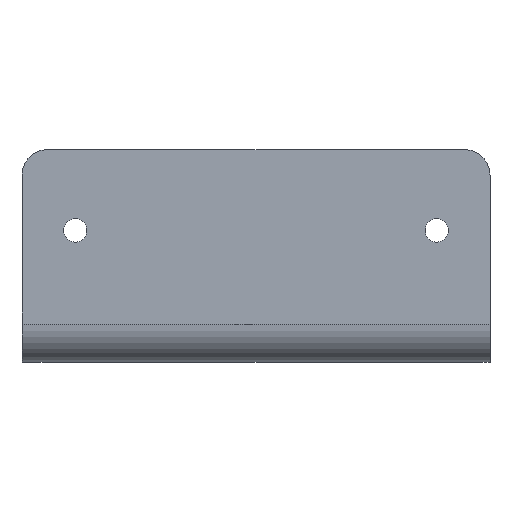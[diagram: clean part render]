
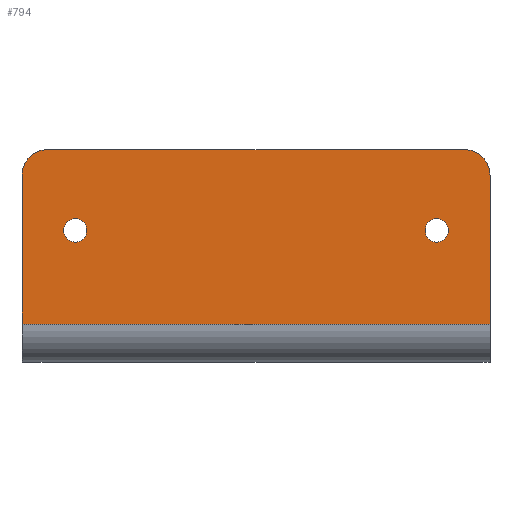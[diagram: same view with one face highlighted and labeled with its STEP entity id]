
A CAD part, front view. The second image highlights one B-rep face of the part: STEP entity #794.
In plain terms, the highlighted planar face has unit normal (0, -1, 0).
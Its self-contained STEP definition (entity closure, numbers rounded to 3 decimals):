
#7 = AXIS2_PLACEMENT_3D ( 'NONE', #531, #344, #752 ) ;
#9 = VECTOR ( 'NONE', #414, 1000. ) ;
#16 = AXIS2_PLACEMENT_3D ( 'NONE', #728, #909, #701 ) ;
#17 = ORIENTED_EDGE ( 'NONE', *, *, #254, .T. ) ;
#18 = LINE ( 'NONE', #809, #9 ) ;
#29 = DIRECTION ( 'NONE',  ( 0., 0., -1. ) ) ;
#31 = FACE_BOUND ( 'NONE', #627, .T. ) ;
#32 = CIRCLE ( 'NONE', #325, 12. ) ;
#35 = LINE ( 'NONE', #686, #730 ) ;
#68 = FACE_BOUND ( 'NONE', #356, .T. ) ;
#72 = DIRECTION ( 'NONE',  ( 1., 0., 0. ) ) ;
#82 = VERTEX_POINT ( 'NONE', #782 ) ;
#93 = EDGE_CURVE ( 'NONE', #532, #722, #402, .T. ) ;
#110 = PLANE ( 'NONE',  #268 ) ;
#118 = ORIENTED_EDGE ( 'NONE', *, *, #191, .F. ) ;
#123 = AXIS2_PLACEMENT_3D ( 'NONE', #127, #700, #641 ) ;
#127 = CARTESIAN_POINT ( 'NONE',  ( 85., -12., 50. ) ) ;
#130 = VERTEX_POINT ( 'NONE', #881 ) ;
#159 = CARTESIAN_POINT ( 'NONE',  ( -85., -12., 50. ) ) ;
#165 = DIRECTION ( 'NONE',  ( 0., 0., -1. ) ) ;
#191 = EDGE_CURVE ( 'NONE', #558, #264, #18, .T. ) ;
#195 = CARTESIAN_POINT ( 'NONE',  ( -110., -12., 76. ) ) ;
#201 = CARTESIAN_POINT ( 'NONE',  ( 85., -12., 55.5 ) ) ;
#203 = EDGE_CURVE ( 'NONE', #722, #532, #595, .T. ) ;
#204 = CARTESIAN_POINT ( 'NONE',  ( 110., -12., 76. ) ) ;
#226 = EDGE_CURVE ( 'NONE', #932, #82, #564, .T. ) ;
#234 = DIRECTION ( 'NONE',  ( 0., -1., 0. ) ) ;
#238 = EDGE_CURVE ( 'NONE', #323, #793, #799, .T. ) ;
#245 = DIRECTION ( 'NONE',  ( 0., 0., -1. ) ) ;
#252 = EDGE_CURVE ( 'NONE', #323, #264, #32, .T. ) ;
#254 = EDGE_CURVE ( 'NONE', #558, #395, #424, .T. ) ;
#264 = VERTEX_POINT ( 'NONE', #683 ) ;
#268 = AXIS2_PLACEMENT_3D ( 'NONE', #901, #234, #830 ) ;
#270 = CARTESIAN_POINT ( 'NONE',  ( 85., -12., 50. ) ) ;
#280 = ORIENTED_EDGE ( 'NONE', *, *, #292, .T. ) ;
#292 = EDGE_CURVE ( 'NONE', #395, #130, #35, .T. ) ;
#294 = CARTESIAN_POINT ( 'NONE',  ( -85., -12., 55.5 ) ) ;
#315 = EDGE_CURVE ( 'NONE', #130, #793, #815, .T. ) ;
#323 = VERTEX_POINT ( 'NONE', #204 ) ;
#325 = AXIS2_PLACEMENT_3D ( 'NONE', #930, #719, #29 ) ;
#339 = DIRECTION ( 'NONE',  ( 0., 0., -1. ) ) ;
#344 = DIRECTION ( 'NONE',  ( 0., 1., 0. ) ) ;
#350 = FACE_OUTER_BOUND ( 'NONE', #524, .T. ) ;
#356 = EDGE_LOOP ( 'NONE', ( #511, #874 ) ) ;
#378 = EDGE_CURVE ( 'NONE', #82, #932, #600, .T. ) ;
#395 = VERTEX_POINT ( 'NONE', #195 ) ;
#402 = CIRCLE ( 'NONE', #853, 5.5 ) ;
#414 = DIRECTION ( 'NONE',  ( 1., 0., 0. ) ) ;
#424 = CIRCLE ( 'NONE', #16, 12. ) ;
#453 = CARTESIAN_POINT ( 'NONE',  ( -98., -12., 88. ) ) ;
#491 = CARTESIAN_POINT ( 'NONE',  ( 110., -12., 6. ) ) ;
#511 = ORIENTED_EDGE ( 'NONE', *, *, #203, .T. ) ;
#524 = EDGE_LOOP ( 'NONE', ( #846, #706, #118, #17, #280, #571 ) ) ;
#531 = CARTESIAN_POINT ( 'NONE',  ( -85., -12., 50. ) ) ;
#532 = VERTEX_POINT ( 'NONE', #912 ) ;
#558 = VERTEX_POINT ( 'NONE', #453 ) ;
#564 = CIRCLE ( 'NONE', #7, 5.5 ) ;
#571 = ORIENTED_EDGE ( 'NONE', *, *, #315, .T. ) ;
#595 = CIRCLE ( 'NONE', #123, 5.5 ) ;
#600 = CIRCLE ( 'NONE', #861, 5.5 ) ;
#605 = ORIENTED_EDGE ( 'NONE', *, *, #378, .T. ) ;
#627 = EDGE_LOOP ( 'NONE', ( #657, #605 ) ) ;
#639 = CARTESIAN_POINT ( 'NONE',  ( -110., -12., 6. ) ) ;
#641 = DIRECTION ( 'NONE',  ( 0., 0., -1. ) ) ;
#657 = ORIENTED_EDGE ( 'NONE', *, *, #226, .T. ) ;
#682 = DIRECTION ( 'NONE',  ( 0., 0., -1. ) ) ;
#683 = CARTESIAN_POINT ( 'NONE',  ( 98., -12., 88. ) ) ;
#686 = CARTESIAN_POINT ( 'NONE',  ( -110., -12., -12. ) ) ;
#700 = DIRECTION ( 'NONE',  ( 0., 1., 0. ) ) ;
#701 = DIRECTION ( 'NONE',  ( 0., 0., -1. ) ) ;
#706 = ORIENTED_EDGE ( 'NONE', *, *, #252, .T. ) ;
#719 = DIRECTION ( 'NONE',  ( 0., -1., 0. ) ) ;
#722 = VERTEX_POINT ( 'NONE', #201 ) ;
#728 = CARTESIAN_POINT ( 'NONE',  ( -98., -12., 76. ) ) ;
#730 = VECTOR ( 'NONE', #682, 1000. ) ;
#752 = DIRECTION ( 'NONE',  ( 0., 0., -1. ) ) ;
#780 = CARTESIAN_POINT ( 'NONE',  ( 110., -12., -12. ) ) ;
#782 = CARTESIAN_POINT ( 'NONE',  ( -85., -12., 44.5 ) ) ;
#793 = VERTEX_POINT ( 'NONE', #491 ) ;
#794 = ADVANCED_FACE ( 'NONE', ( #68, #31, #350 ), #110, .T. ) ;
#799 = LINE ( 'NONE', #780, #893 ) ;
#809 = CARTESIAN_POINT ( 'NONE',  ( -110., -12., 88. ) ) ;
#815 = LINE ( 'NONE', #639, #907 ) ;
#830 = DIRECTION ( 'NONE',  ( 0., 0., -1. ) ) ;
#846 = ORIENTED_EDGE ( 'NONE', *, *, #238, .F. ) ;
#853 = AXIS2_PLACEMENT_3D ( 'NONE', #270, #859, #245 ) ;
#854 = DIRECTION ( 'NONE',  ( 0., 1., 0. ) ) ;
#859 = DIRECTION ( 'NONE',  ( 0., 1., 0. ) ) ;
#861 = AXIS2_PLACEMENT_3D ( 'NONE', #159, #854, #165 ) ;
#874 = ORIENTED_EDGE ( 'NONE', *, *, #93, .T. ) ;
#881 = CARTESIAN_POINT ( 'NONE',  ( -110., -12., 6. ) ) ;
#893 = VECTOR ( 'NONE', #339, 1000. ) ;
#901 = CARTESIAN_POINT ( 'NONE',  ( -110., -12., -12. ) ) ;
#907 = VECTOR ( 'NONE', #72, 1000. ) ;
#909 = DIRECTION ( 'NONE',  ( 0., -1., 0. ) ) ;
#912 = CARTESIAN_POINT ( 'NONE',  ( 85., -12., 44.5 ) ) ;
#930 = CARTESIAN_POINT ( 'NONE',  ( 98., -12., 76. ) ) ;
#932 = VERTEX_POINT ( 'NONE', #294 ) ;
